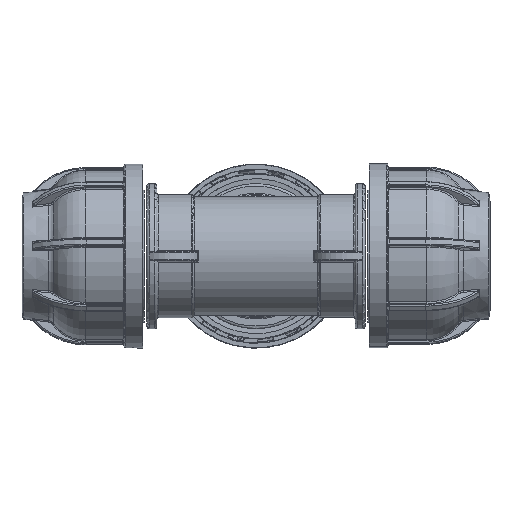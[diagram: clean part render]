
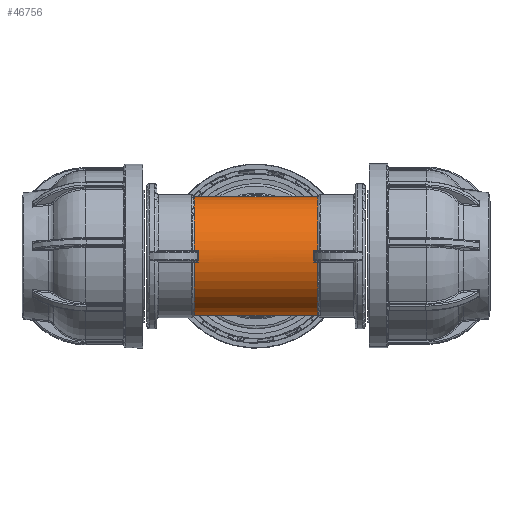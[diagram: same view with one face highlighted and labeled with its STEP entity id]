
A CAD part, front view. The second image highlights one B-rep face of the part: STEP entity #46756.
In plain terms, the highlighted cylindrical face has radius 23.5 mm (diameter 47 mm), a partial arc.
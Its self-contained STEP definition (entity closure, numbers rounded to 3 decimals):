
#5212 = EDGE_LOOP ( 'NONE', ( #12634, #12637, #12636, #12639, #12640, #12642, #12644, #12646, #12647, #12648, #12649, #12651, #12653, #12654 ) ) ;
#6171 = VERTEX_POINT ( 'NONE', #24520 ) ;
#6172 = VERTEX_POINT ( 'NONE', #24521 ) ;
#6173 = VERTEX_POINT ( 'NONE', #24522 ) ;
#6174 = VERTEX_POINT ( 'NONE', #24523 ) ;
#6175 = VERTEX_POINT ( 'NONE', #24524 ) ;
#6176 = VERTEX_POINT ( 'NONE', #24525 ) ;
#6177 = VERTEX_POINT ( 'NONE', #24526 ) ;
#6178 = VERTEX_POINT ( 'NONE', #24527 ) ;
#6179 = VERTEX_POINT ( 'NONE', #24528 ) ;
#6180 = VERTEX_POINT ( 'NONE', #24529 ) ;
#6181 = VERTEX_POINT ( 'NONE', #24530 ) ;
#6182 = VERTEX_POINT ( 'NONE', #24531 ) ;
#6183 = VERTEX_POINT ( 'NONE', #24532 ) ;
#6184 = VERTEX_POINT ( 'NONE', #24533 ) ;
#11246 = CARTESIAN_POINT ( 'NONE',  ( 0., 0., 0. ) ) ;
#11247 = DIRECTION ( 'NONE',  ( 1., 0., 0. ) ) ;
#11248 = DIRECTION ( 'NONE',  ( 0., 0., 1. ) ) ;
#12389 = FACE_OUTER_BOUND ( 'NONE', #5212, .T. ) ;
#12391 = CYLINDRICAL_SURFACE ( 'NONE', #15013, 23.5 ) ;
#12634 = ORIENTED_EDGE ( 'NONE', *, *, #47367, .T. ) ;
#12636 = ORIENTED_EDGE ( 'NONE', *, *, #47370, .T. ) ;
#12637 = ORIENTED_EDGE ( 'NONE', *, *, #47369, .T. ) ;
#12639 = ORIENTED_EDGE ( 'NONE', *, *, #47371, .T. ) ;
#12640 = ORIENTED_EDGE ( 'NONE', *, *, #47372, .T. ) ;
#12642 = ORIENTED_EDGE ( 'NONE', *, *, #47373, .T. ) ;
#12644 = ORIENTED_EDGE ( 'NONE', *, *, #47374, .T. ) ;
#12646 = ORIENTED_EDGE ( 'NONE', *, *, #47375, .T. ) ;
#12647 = ORIENTED_EDGE ( 'NONE', *, *, #47376, .F. ) ;
#12648 = ORIENTED_EDGE ( 'NONE', *, *, #47377, .F. ) ;
#12649 = ORIENTED_EDGE ( 'NONE', *, *, #47378, .T. ) ;
#12651 = ORIENTED_EDGE ( 'NONE', *, *, #47379, .T. ) ;
#12653 = ORIENTED_EDGE ( 'NONE', *, *, #47380, .T. ) ;
#12654 = ORIENTED_EDGE ( 'NONE', *, *, #47381, .T. ) ;
#12713 = LINE ( 'NONE', #20739, #15657 ) ;
#12715 = LINE ( 'NONE', #20741, #15658 ) ;
#12717 = LINE ( 'NONE', #20746, #15660 ) ;
#12719 = LINE ( 'NONE', #20752, #15662 ) ;
#12721 = LINE ( 'NONE', #20757, #15664 ) ;
#12723 = LINE ( 'NONE', #20759, #15666 ) ;
#12725 = LINE ( 'NONE', #20764, #15668 ) ;
#12727 = LINE ( 'NONE', #20770, #15669 ) ;
#15013 = AXIS2_PLACEMENT_3D ( 'NONE', #11246, #11247, #11248 ) ;
#15647 = CIRCLE ( 'NONE', #15663, 23.5 ) ;
#15649 = CIRCLE ( 'NONE', #15654, 23.5 ) ;
#15653 = CIRCLE ( 'NONE', #15659, 23.5 ) ;
#15654 = AXIS2_PLACEMENT_3D ( 'NONE', #20733, #20734, #20735 ) ;
#15657 = VECTOR ( 'NONE', #20740, 1000. ) ;
#15658 = VECTOR ( 'NONE', #20742, 1000. ) ;
#15659 = AXIS2_PLACEMENT_3D ( 'NONE', #20743, #20744, #20745 ) ;
#15660 = VECTOR ( 'NONE', #20747, 1000. ) ;
#15662 = VECTOR ( 'NONE', #20753, 1000. ) ;
#15663 = AXIS2_PLACEMENT_3D ( 'NONE', #20754, #20755, #20756 ) ;
#15664 = VECTOR ( 'NONE', #20758, 1000. ) ;
#15665 = CIRCLE ( 'NONE', #15667, 23.5 ) ;
#15666 = VECTOR ( 'NONE', #20760, 1000. ) ;
#15667 = AXIS2_PLACEMENT_3D ( 'NONE', #20761, #20762, #20763 ) ;
#15668 = VECTOR ( 'NONE', #20765, 1000. ) ;
#15669 = VECTOR ( 'NONE', #20771, 1000. ) ;
#20457 = B_SPLINE_CURVE_WITH_KNOTS ( 'NONE', 3,
 ( #20748, #20749, #20750, #20751 ),
 .UNSPECIFIED., .F., .F.,
 ( 4, 4 ),
 ( 0., 0.005 ),
 .UNSPECIFIED. ) ;
#20458 = B_SPLINE_CURVE_WITH_KNOTS ( 'NONE', 3,
 ( #20766, #20767, #20768, #20769 ),
 .UNSPECIFIED., .F., .F.,
 ( 4, 4 ),
 ( 0., 0.005 ),
 .UNSPECIFIED. ) ;
#20733 = CARTESIAN_POINT ( 'NONE',  ( -24.5, 0., 0. ) ) ;
#20734 = DIRECTION ( 'NONE',  ( 1., 0., 0. ) ) ;
#20735 = DIRECTION ( 'NONE',  ( 0., 0., -1. ) ) ;
#20739 = CARTESIAN_POINT ( 'NONE',  ( 0., 0., -23.5 ) ) ;
#20740 = DIRECTION ( 'NONE',  ( 1., 0., 0. ) ) ;
#20741 = CARTESIAN_POINT ( 'NONE',  ( 0., 0., -23.5 ) ) ;
#20742 = DIRECTION ( 'NONE',  ( 1., 0., 0. ) ) ;
#20743 = CARTESIAN_POINT ( 'NONE',  ( 24.5, 0., 0. ) ) ;
#20744 = DIRECTION ( 'NONE',  ( -1., 0., 0. ) ) ;
#20745 = DIRECTION ( 'NONE',  ( 0., 0., 1. ) ) ;
#20746 = CARTESIAN_POINT ( 'NONE',  ( 0., -23.385, -2.326 ) ) ;
#20747 = DIRECTION ( 'NONE',  ( -1., 0., 0. ) ) ;
#20748 = CARTESIAN_POINT ( 'NONE',  ( 22.913, -23.385, -2.326 ) ) ;
#20749 = CARTESIAN_POINT ( 'NONE',  ( 22.989, -23.538, -0.78 ) ) ;
#20750 = CARTESIAN_POINT ( 'NONE',  ( 22.989, -23.538, 0.78 ) ) ;
#20751 = CARTESIAN_POINT ( 'NONE',  ( 22.913, -23.385, 2.326 ) ) ;
#20752 = CARTESIAN_POINT ( 'NONE',  ( 0., -23.385, 2.326 ) ) ;
#20753 = DIRECTION ( 'NONE',  ( 1., 0., 0. ) ) ;
#20754 = CARTESIAN_POINT ( 'NONE',  ( 24.5, 0., 0. ) ) ;
#20755 = DIRECTION ( 'NONE',  ( -1., 0., 0. ) ) ;
#20756 = DIRECTION ( 'NONE',  ( 0., 0., 1. ) ) ;
#20757 = CARTESIAN_POINT ( 'NONE',  ( 0., 0., 23.5 ) ) ;
#20758 = DIRECTION ( 'NONE',  ( 1., 0., 0. ) ) ;
#20759 = CARTESIAN_POINT ( 'NONE',  ( 0., 0., 23.5 ) ) ;
#20760 = DIRECTION ( 'NONE',  ( 1., 0., 0. ) ) ;
#20761 = CARTESIAN_POINT ( 'NONE',  ( -24.5, 0., 0. ) ) ;
#20762 = DIRECTION ( 'NONE',  ( 1., 0., 0. ) ) ;
#20763 = DIRECTION ( 'NONE',  ( 0., 0., -1. ) ) ;
#20764 = CARTESIAN_POINT ( 'NONE',  ( 0., -23.385, 2.326 ) ) ;
#20765 = DIRECTION ( 'NONE',  ( 1., 0., 0. ) ) ;
#20766 = CARTESIAN_POINT ( 'NONE',  ( -22.913, -23.385, 2.326 ) ) ;
#20767 = CARTESIAN_POINT ( 'NONE',  ( -22.989, -23.538, 0.78 ) ) ;
#20768 = CARTESIAN_POINT ( 'NONE',  ( -22.989, -23.538, -0.78 ) ) ;
#20769 = CARTESIAN_POINT ( 'NONE',  ( -22.913, -23.385, -2.326 ) ) ;
#20770 = CARTESIAN_POINT ( 'NONE',  ( 0., -23.385, -2.326 ) ) ;
#20771 = DIRECTION ( 'NONE',  ( -1., 0., 0. ) ) ;
#24520 = CARTESIAN_POINT ( 'NONE',  ( -22.913, -23.385, -2.326 ) ) ;
#24521 = CARTESIAN_POINT ( 'NONE',  ( -22.913, -23.385, 2.326 ) ) ;
#24522 = CARTESIAN_POINT ( 'NONE',  ( -24.5, -23.385, 2.326 ) ) ;
#24523 = CARTESIAN_POINT ( 'NONE',  ( -24.5, 0., 23.5 ) ) ;
#24524 = CARTESIAN_POINT ( 'NONE',  ( 0., 0., 23.5 ) ) ;
#24525 = CARTESIAN_POINT ( 'NONE',  ( 24.5, 0., 23.5 ) ) ;
#24526 = CARTESIAN_POINT ( 'NONE',  ( 24.5, -23.385, 2.326 ) ) ;
#24527 = CARTESIAN_POINT ( 'NONE',  ( 22.913, -23.385, 2.326 ) ) ;
#24528 = CARTESIAN_POINT ( 'NONE',  ( 22.913, -23.385, -2.326 ) ) ;
#24529 = CARTESIAN_POINT ( 'NONE',  ( 24.5, -23.385, -2.326 ) ) ;
#24530 = CARTESIAN_POINT ( 'NONE',  ( 24.5, 0., -23.5 ) ) ;
#24531 = CARTESIAN_POINT ( 'NONE',  ( 0., 0., -23.5 ) ) ;
#24532 = CARTESIAN_POINT ( 'NONE',  ( -24.5, -23.385, -2.326 ) ) ;
#24533 = CARTESIAN_POINT ( 'NONE',  ( -24.5, 0., -23.5 ) ) ;
#46756 = ADVANCED_FACE ( 'NONE', ( #12389 ), #12391, .T. ) ;
#47367 = EDGE_CURVE ( 'NONE', #6183, #6184, #15649, .T. ) ;
#47369 = EDGE_CURVE ( 'NONE', #6184, #6182, #12713, .T. ) ;
#47370 = EDGE_CURVE ( 'NONE', #6182, #6181, #12715, .T. ) ;
#47371 = EDGE_CURVE ( 'NONE', #6181, #6180, #15653, .T. ) ;
#47372 = EDGE_CURVE ( 'NONE', #6180, #6179, #12717, .T. ) ;
#47373 = EDGE_CURVE ( 'NONE', #6179, #6178, #20457, .T. ) ;
#47374 = EDGE_CURVE ( 'NONE', #6178, #6177, #12719, .T. ) ;
#47375 = EDGE_CURVE ( 'NONE', #6177, #6176, #15647, .T. ) ;
#47376 = EDGE_CURVE ( 'NONE', #6175, #6176, #12721, .T. ) ;
#47377 = EDGE_CURVE ( 'NONE', #6174, #6175, #12723, .T. ) ;
#47378 = EDGE_CURVE ( 'NONE', #6174, #6173, #15665, .T. ) ;
#47379 = EDGE_CURVE ( 'NONE', #6173, #6172, #12725, .T. ) ;
#47380 = EDGE_CURVE ( 'NONE', #6172, #6171, #20458, .T. ) ;
#47381 = EDGE_CURVE ( 'NONE', #6171, #6183, #12727, .T. ) ;
